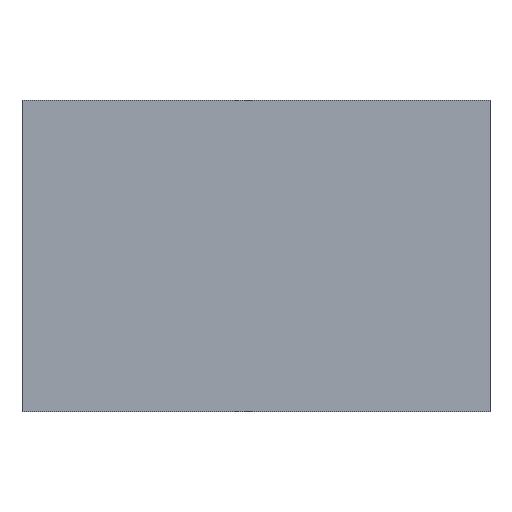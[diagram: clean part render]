
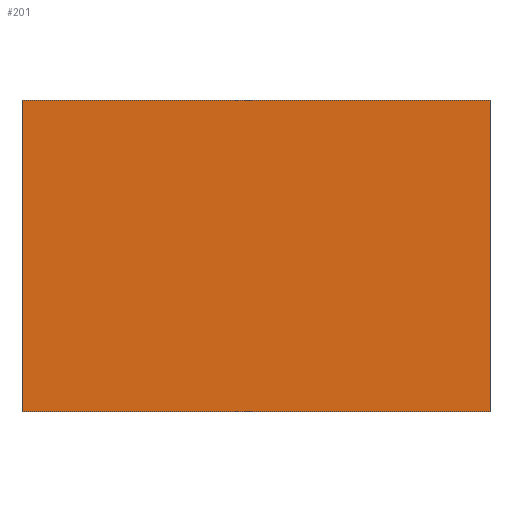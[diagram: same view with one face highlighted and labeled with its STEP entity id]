
A CAD part, front view. The second image highlights one B-rep face of the part: STEP entity #201.
In plain terms, the highlighted free-form (B-spline) face has degree [1, 1] with [2, 2] control points.
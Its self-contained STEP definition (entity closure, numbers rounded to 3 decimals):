
#117 = EDGE_CURVE('',#118,#120,#122,.T.);
#118 = VERTEX_POINT('',#119);
#119 = CARTESIAN_POINT('',(-229.494,0.,-152.996));
#120 = VERTEX_POINT('',#121);
#121 = CARTESIAN_POINT('',(-229.494,0.,152.996));
#122 = B_SPLINE_CURVE_WITH_KNOTS('',1,(#123,#124),.UNSPECIFIED.,.F.,.F.,
  (2,2),(-240.,0.),.PIECEWISE_BEZIER_KNOTS.);
#123 = CARTESIAN_POINT('',(-229.494,0.,-152.996));
#124 = CARTESIAN_POINT('',(-229.494,0.,152.996));
#145 = EDGE_CURVE('',#120,#146,#148,.T.);
#146 = VERTEX_POINT('',#147);
#147 = CARTESIAN_POINT('',(229.494,0.,152.996));
#148 = B_SPLINE_CURVE_WITH_KNOTS('',1,(#149,#150),.UNSPECIFIED.,.F.,.F.,
  (2,2),(-360.,0.),.PIECEWISE_BEZIER_KNOTS.);
#149 = CARTESIAN_POINT('',(-229.494,0.,152.996));
#150 = CARTESIAN_POINT('',(229.494,0.,152.996));
#167 = EDGE_CURVE('',#146,#168,#170,.T.);
#168 = VERTEX_POINT('',#169);
#169 = CARTESIAN_POINT('',(229.494,0.,-152.996));
#170 = B_SPLINE_CURVE_WITH_KNOTS('',1,(#171,#172),.UNSPECIFIED.,.F.,.F.,
  (2,2),(0.,240.),.PIECEWISE_BEZIER_KNOTS.);
#171 = CARTESIAN_POINT('',(229.494,0.,152.996));
#172 = CARTESIAN_POINT('',(229.494,0.,-152.996));
#189 = EDGE_CURVE('',#168,#118,#190,.T.);
#190 = B_SPLINE_CURVE_WITH_KNOTS('',1,(#191,#192),.UNSPECIFIED.,.F.,.F.,
  (2,2),(0.,360.),.PIECEWISE_BEZIER_KNOTS.);
#191 = CARTESIAN_POINT('',(229.494,0.,-152.996));
#192 = CARTESIAN_POINT('',(-229.494,0.,-152.996));
#201 = ADVANCED_FACE('',(#202),#208,.F.);
#202 = FACE_BOUND('',#203,.T.);
#203 = EDGE_LOOP('',(#204,#205,#206,#207));
#204 = ORIENTED_EDGE('',*,*,#117,.F.);
#205 = ORIENTED_EDGE('',*,*,#189,.F.);
#206 = ORIENTED_EDGE('',*,*,#167,.F.);
#207 = ORIENTED_EDGE('',*,*,#145,.F.);
#208 = B_SPLINE_SURFACE_WITH_KNOTS('',1,1,(
    (#209,#210)
    ,(#211,#212
    )),.UNSPECIFIED.,.F.,.F.,.F.,(2,2),(2,2),(-120.,120.),(-180.,180.),
  .PIECEWISE_BEZIER_KNOTS.);
#209 = CARTESIAN_POINT('',(-229.494,0.,-152.996));
#210 = CARTESIAN_POINT('',(229.494,0.,-152.996));
#211 = CARTESIAN_POINT('',(-229.494,0.,152.996));
#212 = CARTESIAN_POINT('',(229.494,0.,152.996));
